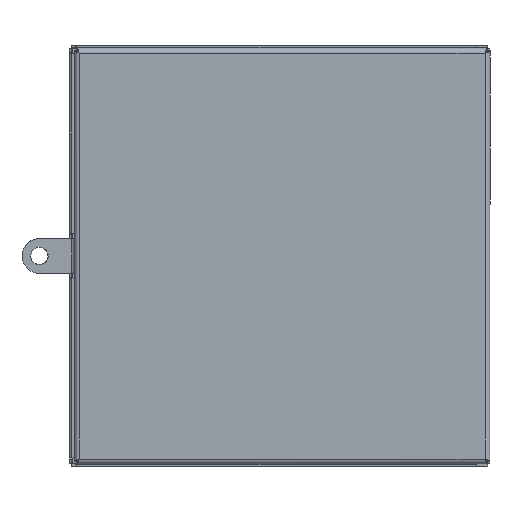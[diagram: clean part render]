
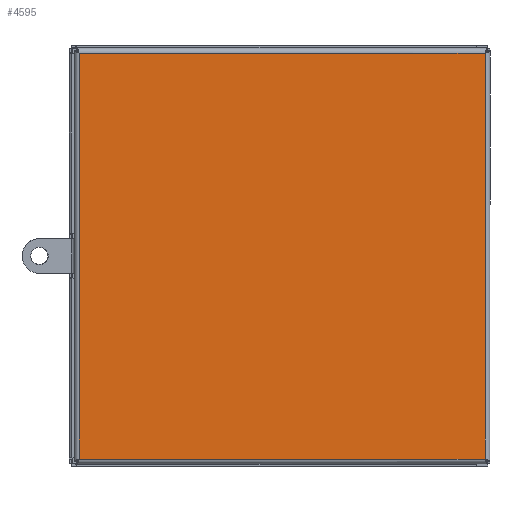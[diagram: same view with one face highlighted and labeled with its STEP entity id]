
A CAD part, front view. The second image highlights one B-rep face of the part: STEP entity #4595.
In plain terms, the highlighted planar face has unit normal (0, -1, 0).
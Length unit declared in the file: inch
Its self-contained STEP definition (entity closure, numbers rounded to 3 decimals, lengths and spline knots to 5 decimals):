
#3066 = EDGE_LOOP ( 'NONE', ( #5483, #5484, #5485, #5486 ) ) ;
#4078 = VERTEX_POINT ( 'NONE', #6278 ) ;
#4085 = VERTEX_POINT ( 'NONE', #6285 ) ;
#4095 = VERTEX_POINT ( 'NONE', #6295 ) ;
#4096 = VERTEX_POINT ( 'NONE', #6296 ) ;
#4533 = EDGE_CURVE ( 'NONE', #4085, #4078, #8892, .T. ) ;
#4534 = EDGE_CURVE ( 'NONE', #4078, #4095, #8867, .T. ) ;
#4535 = EDGE_CURVE ( 'NONE', #4095, #4096, #8898, .T. ) ;
#4536 = EDGE_CURVE ( 'NONE', #4096, #4085, #8901, .T. ) ;
#4595 = ADVANCED_FACE ( 'NONE', ( #9224 ), #9225, .F. ) ;
#5483 = ORIENTED_EDGE ( 'NONE', *, *, #4533, .T. ) ;
#5484 = ORIENTED_EDGE ( 'NONE', *, *, #4534, .T. ) ;
#5485 = ORIENTED_EDGE ( 'NONE', *, *, #4535, .T. ) ;
#5486 = ORIENTED_EDGE ( 'NONE', *, *, #4536, .T. ) ;
#6278 = CARTESIAN_POINT ( 'NONE',  ( 5.8577, -0.0673, 5.8577 ) ) ;
#6285 = CARTESIAN_POINT ( 'NONE',  ( 5.8577, -0.0673, -5.8577 ) ) ;
#6295 = CARTESIAN_POINT ( 'NONE',  ( -5.8577, -0.0673, 5.8577 ) ) ;
#6296 = CARTESIAN_POINT ( 'NONE',  ( -5.8577, -0.0673, -5.8577 ) ) ;
#7366 = VECTOR ( 'NONE', #8897, 39.37008 ) ;
#7372 = VECTOR ( 'NONE', #8895, 39.37008 ) ;
#7374 = VECTOR ( 'NONE', #8900, 39.37008 ) ;
#7375 = VECTOR ( 'NONE', #8903, 39.37008 ) ;
#7433 = AXIS2_PLACEMENT_3D ( 'NONE', #9216, #9227, #9228 ) ;
#8867 = LINE ( 'NONE', #8896, #7366 ) ;
#8892 = LINE ( 'NONE', #8894, #7372 ) ;
#8894 = CARTESIAN_POINT ( 'NONE',  ( 5.8577, -0.0673, -5.92563 ) ) ;
#8895 = DIRECTION ( 'NONE',  ( 0., 0., 1. ) ) ;
#8896 = CARTESIAN_POINT ( 'NONE',  ( 5.92563, -0.0673, 5.8577 ) ) ;
#8897 = DIRECTION ( 'NONE',  ( -1., 0., 0. ) ) ;
#8898 = LINE ( 'NONE', #8899, #7374 ) ;
#8899 = CARTESIAN_POINT ( 'NONE',  ( -5.8577, -0.0673, 5.92563 ) ) ;
#8900 = DIRECTION ( 'NONE',  ( 0., 0., -1. ) ) ;
#8901 = LINE ( 'NONE', #8902, #7375 ) ;
#8902 = CARTESIAN_POINT ( 'NONE',  ( -5.92563, -0.0673, -5.8577 ) ) ;
#8903 = DIRECTION ( 'NONE',  ( 1., 0., 0. ) ) ;
#9216 = CARTESIAN_POINT ( 'NONE',  ( 6., -0.0673, 6. ) ) ;
#9224 = FACE_OUTER_BOUND ( 'NONE', #3066, .T. ) ;
#9225 = PLANE ( 'NONE',  #7433 ) ;
#9227 = DIRECTION ( 'NONE',  ( 0., 1., 0. ) ) ;
#9228 = DIRECTION ( 'NONE',  ( 0., 0., 1. ) ) ;
